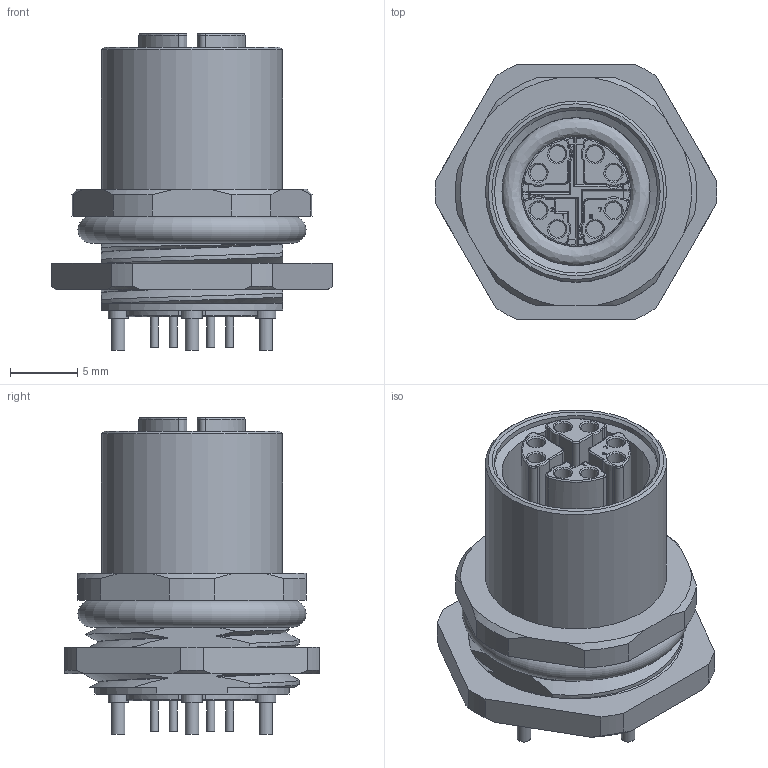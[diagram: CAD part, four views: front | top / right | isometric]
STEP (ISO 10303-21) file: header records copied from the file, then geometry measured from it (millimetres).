
FILE_DESCRIPTION (( 'STEP AP214' ), '1' );
FILE_NAME ('REC-M128XFR.STEP', '2018-04-03T15:06:01', ( '' ), ( '' ), 'SwSTEP 2.0', 'SolidWorks 2017', '' );
FILE_SCHEMA (( 'AUTOMOTIVE_DESIGN' ));
Length unit declared in the file: millimetre
Products named in the file (1): REC-M128XFR
Bounding box: 20.99 x 19 x 23.6 mm (x, y, z)
Volume: 3134.9 mm3; surface area: 3068.3 mm2
Topology: 2 solids, 2 shells, 530 faces, 1385 edges, 891 vertices
Faces by surface type: plane 249, cylinder 164, bspline 91, cone 25, torus 1
Full cylindrical faces by diameter (mm): 0.6 x8, 1 x4, 1.24 x8, 1.5 x4, 8.15 x1, 11.04 x1, 12.15 x1, 13 x1, 13.5 x1, 16 x1
Entity records: 21210 total; most frequent: CARTESIAN_POINT 9616, ORIENTED_EDGE 2644, DIRECTION 1943, EDGE_CURVE 1322, VERTEX_POINT 872, VECTOR 659, LINE 659, AXIS2_PLACEMENT_3D 642
